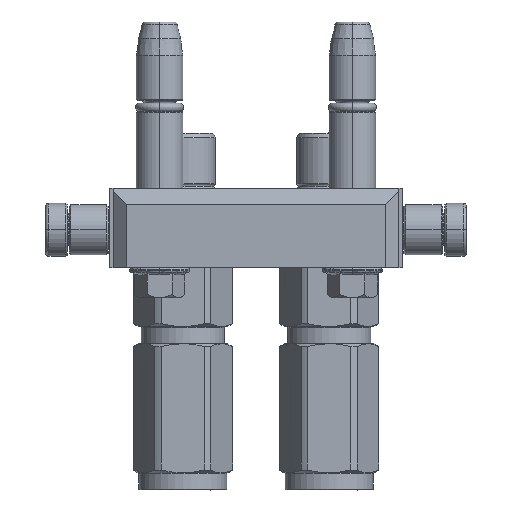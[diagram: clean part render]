
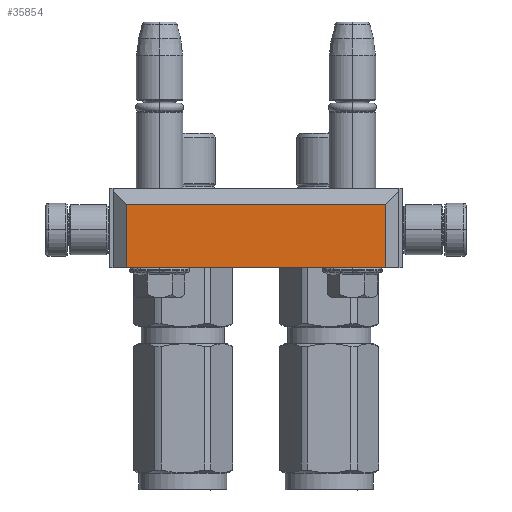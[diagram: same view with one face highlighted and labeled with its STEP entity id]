
A CAD part, left-side view. The second image highlights one B-rep face of the part: STEP entity #35854.
In plain terms, the highlighted face is planar.
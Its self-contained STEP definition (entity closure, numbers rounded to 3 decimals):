
#1522 = LINE ( 'NONE', #37473, #5554 ) ;
#2889 = EDGE_CURVE ( 'NONE', #41032, #9564, #1522, .T. ) ;
#3418 = EDGE_CURVE ( 'NONE', #14316, #13671, #11120, .T. ) ;
#4230 = FACE_OUTER_BOUND ( 'NONE', #11345, .T. ) ;
#5554 = VECTOR ( 'NONE', #33987, 1000. ) ;
#6839 = CARTESIAN_POINT ( 'NONE',  ( -39., 42.75, 24. ) ) ;
#6944 = CARTESIAN_POINT ( 'NONE',  ( 39., 42.75, 24. ) ) ;
#7174 = PLANE ( 'NONE',  #7314 ) ;
#7314 = AXIS2_PLACEMENT_3D ( 'NONE', #25759, #40570, #10879 ) ;
#9564 = VERTEX_POINT ( 'NONE', #33835 ) ;
#9981 = ORIENTED_EDGE ( 'NONE', *, *, #2889, .F. ) ;
#10879 = DIRECTION ( 'NONE',  ( -1., 0., 0. ) ) ;
#11120 = LINE ( 'NONE', #24213, #13419 ) ;
#11345 = EDGE_LOOP ( 'NONE', ( #26563, #15366, #9981, #33464 ) ) ;
#13419 = VECTOR ( 'NONE', #35674, 1000. ) ;
#13671 = VERTEX_POINT ( 'NONE', #6839 ) ;
#14316 = VERTEX_POINT ( 'NONE', #6944 ) ;
#15366 = ORIENTED_EDGE ( 'NONE', *, *, #43430, .T. ) ;
#16375 = CARTESIAN_POINT ( 'NONE',  ( 39., 42.75, 24. ) ) ;
#18375 = DIRECTION ( 'NONE',  ( 0., 0., -1. ) ) ;
#23380 = EDGE_CURVE ( 'NONE', #13671, #41032, #32146, .T. ) ;
#23759 = DIRECTION ( 'NONE',  ( 0., 0., -1. ) ) ;
#24213 = CARTESIAN_POINT ( 'NONE',  ( 39., 42.75, 24. ) ) ;
#25759 = CARTESIAN_POINT ( 'NONE',  ( 44., 42.75, 0. ) ) ;
#26563 = ORIENTED_EDGE ( 'NONE', *, *, #3418, .F. ) ;
#30201 = VECTOR ( 'NONE', #23759, 1000. ) ;
#32146 = LINE ( 'NONE', #43782, #45275 ) ;
#33464 = ORIENTED_EDGE ( 'NONE', *, *, #23380, .F. ) ;
#33835 = CARTESIAN_POINT ( 'NONE',  ( 39., 42.75, 5. ) ) ;
#33987 = DIRECTION ( 'NONE',  ( 1., 0., 0. ) ) ;
#35674 = DIRECTION ( 'NONE',  ( -1., 0., 0. ) ) ;
#35854 = ADVANCED_FACE ( 'NONE', ( #4230 ), #7174, .T. ) ;
#37473 = CARTESIAN_POINT ( 'NONE',  ( -39., 42.75, 5. ) ) ;
#40570 = DIRECTION ( 'NONE',  ( 0., 1., 0. ) ) ;
#41032 = VERTEX_POINT ( 'NONE', #43379 ) ;
#43379 = CARTESIAN_POINT ( 'NONE',  ( -39., 42.75, 5. ) ) ;
#43430 = EDGE_CURVE ( 'NONE', #14316, #9564, #44475, .T. ) ;
#43782 = CARTESIAN_POINT ( 'NONE',  ( -39., 42.75, 24. ) ) ;
#44475 = LINE ( 'NONE', #16375, #30201 ) ;
#45275 = VECTOR ( 'NONE', #18375, 1000. ) ;
